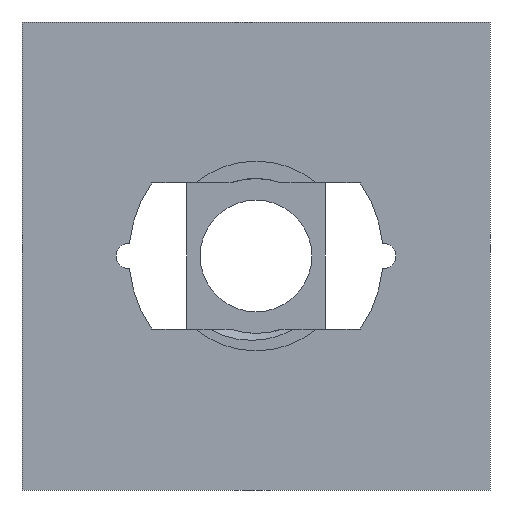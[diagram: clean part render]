
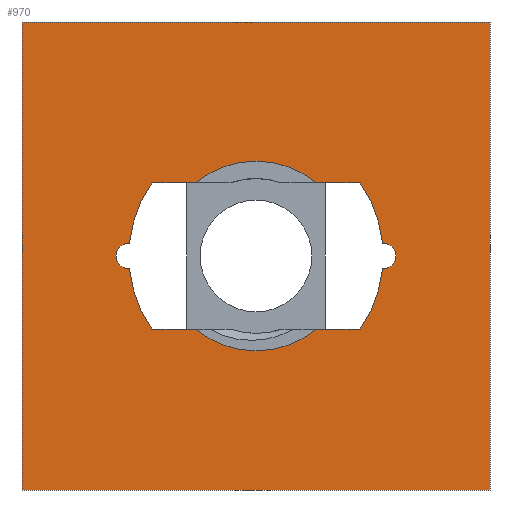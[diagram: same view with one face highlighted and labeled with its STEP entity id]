
A CAD part, front view. The second image highlights one B-rep face of the part: STEP entity #970.
In plain terms, the highlighted planar face has unit normal (0, -1, 0).
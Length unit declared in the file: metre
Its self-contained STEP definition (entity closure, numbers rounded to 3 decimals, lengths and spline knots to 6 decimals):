
#34=CIRCLE('',#1036,0.0115);
#36=CIRCLE('',#1040,0.0115);
#38=CIRCLE('',#1043,0.00115);
#40=CIRCLE('',#1046,0.0115);
#42=CIRCLE('',#1050,0.0115);
#44=CIRCLE('',#1053,0.00115);
#45=CIRCLE('',#1056,0.008575);
#46=CIRCLE('',#1057,0.008575);
#282=ORIENTED_EDGE('',*,*,#545,.F.);
#283=ORIENTED_EDGE('',*,*,#443,.F.);
#284=ORIENTED_EDGE('',*,*,#540,.F.);
#285=ORIENTED_EDGE('',*,*,#542,.F.);
#286=ORIENTED_EDGE('',*,*,#499,.F.);
#287=ORIENTED_EDGE('',*,*,#436,.T.);
#288=ORIENTED_EDGE('',*,*,#546,.F.);
#289=ORIENTED_EDGE('',*,*,#505,.T.);
#290=ORIENTED_EDGE('',*,*,#517,.F.);
#291=ORIENTED_EDGE('',*,*,#520,.F.);
#292=ORIENTED_EDGE('',*,*,#523,.F.);
#293=ORIENTED_EDGE('',*,*,#535,.F.);
#294=ORIENTED_EDGE('',*,*,#488,.F.);
#295=ORIENTED_EDGE('',*,*,#492,.T.);
#296=ORIENTED_EDGE('',*,*,#497,.T.);
#297=ORIENTED_EDGE('',*,*,#544,.F.);
#436=EDGE_CURVE('',#583,#582,#675,.T.);
#443=EDGE_CURVE('',#589,#590,#682,.T.);
#488=EDGE_CURVE('',#625,#626,#700,.T.);
#492=EDGE_CURVE('',#625,#628,#704,.T.);
#497=EDGE_CURVE('',#628,#632,#707,.T.);
#499=EDGE_CURVE('',#583,#634,#34,.T.);
#505=EDGE_CURVE('',#639,#638,#713,.T.);
#517=EDGE_CURVE('',#646,#638,#36,.T.);
#520=EDGE_CURVE('',#648,#646,#38,.T.);
#523=EDGE_CURVE('',#650,#648,#40,.T.);
#535=EDGE_CURVE('',#658,#650,#722,.T.);
#540=EDGE_CURVE('',#661,#589,#42,.T.);
#542=EDGE_CURVE('',#634,#661,#44,.T.);
#544=EDGE_CURVE('',#626,#632,#727,.T.);
#545=EDGE_CURVE('',#590,#658,#45,.T.);
#546=EDGE_CURVE('',#639,#582,#46,.T.);
#582=VERTEX_POINT('',#1332);
#583=VERTEX_POINT('',#1334);
#589=VERTEX_POINT('',#1347);
#590=VERTEX_POINT('',#1349);
#625=VERTEX_POINT('',#2182);
#626=VERTEX_POINT('',#2184);
#628=VERTEX_POINT('',#2190);
#632=VERTEX_POINT('',#2200);
#634=VERTEX_POINT('',#2206);
#638=VERTEX_POINT('',#2216);
#639=VERTEX_POINT('',#2218);
#646=VERTEX_POINT('',#2258);
#648=VERTEX_POINT('',#2264);
#650=VERTEX_POINT('',#2270);
#658=VERTEX_POINT('',#2315);
#661=VERTEX_POINT('',#2324);
#675=LINE('',#1333,#740);
#682=LINE('',#1348,#747);
#700=LINE('',#2183,#765);
#704=LINE('',#2191,#769);
#707=LINE('',#2201,#772);
#713=LINE('',#2217,#778);
#722=LINE('',#2316,#787);
#727=LINE('',#2331,#792);
#740=VECTOR('',#1092,1.);
#747=VECTOR('',#1101,1.);
#765=VECTOR('',#1147,1.);
#769=VECTOR('',#1153,1.);
#772=VECTOR('',#1162,1.);
#778=VECTOR('',#1176,1.);
#787=VECTOR('',#1205,1.);
#792=VECTOR('',#1224,1.);
#823=EDGE_LOOP('',(#282,#283,#284,#285,#286,#287,#288,#289,#290,#291,#292,
#293));
#824=EDGE_LOOP('',(#294,#295,#296,#297));
#889=FACE_BOUND('',#823,.T.);
#890=FACE_BOUND('',#824,.T.);
#937=PLANE('',#1055);
#970=ADVANCED_FACE('',(#889,#890),#937,.T.);
#1036=AXIS2_PLACEMENT_3D('',#2205,#1167,#1168);
#1040=AXIS2_PLACEMENT_3D('',#2259,#1184,#1185);
#1043=AXIS2_PLACEMENT_3D('',#2265,#1191,#1192);
#1046=AXIS2_PLACEMENT_3D('',#2271,#1198,#1199);
#1050=AXIS2_PLACEMENT_3D('',#2325,#1213,#1214);
#1053=AXIS2_PLACEMENT_3D('',#2328,#1219,#1220);
#1055=AXIS2_PLACEMENT_3D('',#2332,#1225,#1226);
#1056=AXIS2_PLACEMENT_3D('',#2333,#1227,#1228);
#1057=AXIS2_PLACEMENT_3D('',#2334,#1229,#1230);
#1092=DIRECTION('',(-1.,0.,0.));
#1101=DIRECTION('',(-1.,0.,0.));
#1147=DIRECTION('',(-1.,0.,0.));
#1153=DIRECTION('',(0.,0.,1.));
#1162=DIRECTION('',(-1.,0.,0.));
#1167=DIRECTION('',(0.,-1.,0.));
#1168=DIRECTION('',(0.,0.,-1.));
#1176=DIRECTION('',(-1.,0.,0.));
#1184=DIRECTION('',(0.,-1.,0.));
#1185=DIRECTION('',(0.,0.,-1.));
#1191=DIRECTION('',(0.,-1.,0.));
#1192=DIRECTION('',(0.,0.,-1.));
#1198=DIRECTION('',(0.,-1.,0.));
#1199=DIRECTION('',(0.,0.,-1.));
#1205=DIRECTION('',(-1.,0.,0.));
#1213=DIRECTION('',(0.,-1.,0.));
#1214=DIRECTION('',(0.,0.,-1.));
#1219=DIRECTION('',(0.,-1.,0.));
#1220=DIRECTION('',(0.,0.,-1.));
#1224=DIRECTION('',(0.,0.,1.));
#1225=DIRECTION('',(0.,-1.,0.));
#1226=DIRECTION('',(1.,0.,0.));
#1227=DIRECTION('',(0.,-1.,0.));
#1228=DIRECTION('',(0.,0.,-1.));
#1229=DIRECTION('',(0.,-1.,0.));
#1230=DIRECTION('',(0.,0.,-1.));
#1332=CARTESIAN_POINT('',(0.005475,-0.00825,-0.0066));
#1333=CARTESIAN_POINT('',(0.,-0.00825,-0.0066));
#1334=CARTESIAN_POINT('',(0.009418,-0.00825,-0.0066));
#1347=CARTESIAN_POINT('',(0.009418,-0.00825,0.0066));
#1348=CARTESIAN_POINT('',(0.,-0.00825,0.0066));
#1349=CARTESIAN_POINT('',(0.005475,-0.00825,0.0066));
#2182=CARTESIAN_POINT('',(0.02115,-0.00825,-0.02115));
#2183=CARTESIAN_POINT('',(0.,-0.00825,-0.02115));
#2184=CARTESIAN_POINT('',(-0.02115,-0.00825,-0.02115));
#2190=CARTESIAN_POINT('',(0.02115,-0.00825,0.02115));
#2191=CARTESIAN_POINT('',(0.02115,-0.00825,0.));
#2200=CARTESIAN_POINT('',(-0.02115,-0.00825,0.02115));
#2201=CARTESIAN_POINT('',(0.,-0.00825,0.02115));
#2205=CARTESIAN_POINT('',(0.,-0.00825,0.));
#2206=CARTESIAN_POINT('',(0.011443,-0.00825,-0.001149));
#2216=CARTESIAN_POINT('',(-0.009418,-0.00825,-0.0066));
#2217=CARTESIAN_POINT('',(0.,-0.00825,-0.0066));
#2218=CARTESIAN_POINT('',(-0.005475,-0.00825,-0.0066));
#2258=CARTESIAN_POINT('',(-0.011443,-0.00825,-0.001149));
#2259=CARTESIAN_POINT('',(0.,-0.00825,0.));
#2264=CARTESIAN_POINT('',(-0.011443,-0.00825,0.001149));
#2265=CARTESIAN_POINT('',(-0.0115,-0.00825,0.));
#2270=CARTESIAN_POINT('',(-0.009418,-0.00825,0.0066));
#2271=CARTESIAN_POINT('',(0.,-0.00825,0.));
#2315=CARTESIAN_POINT('',(-0.005475,-0.00825,0.0066));
#2316=CARTESIAN_POINT('',(0.,-0.00825,0.0066));
#2324=CARTESIAN_POINT('',(0.011443,-0.00825,0.001149));
#2325=CARTESIAN_POINT('',(0.,-0.00825,0.));
#2328=CARTESIAN_POINT('',(0.0115,-0.00825,0.));
#2331=CARTESIAN_POINT('',(-0.02115,-0.00825,0.));
#2332=CARTESIAN_POINT('',(0.,-0.00825,0.));
#2333=CARTESIAN_POINT('',(0.,-0.00825,0.));
#2334=CARTESIAN_POINT('',(0.,-0.00825,0.));
